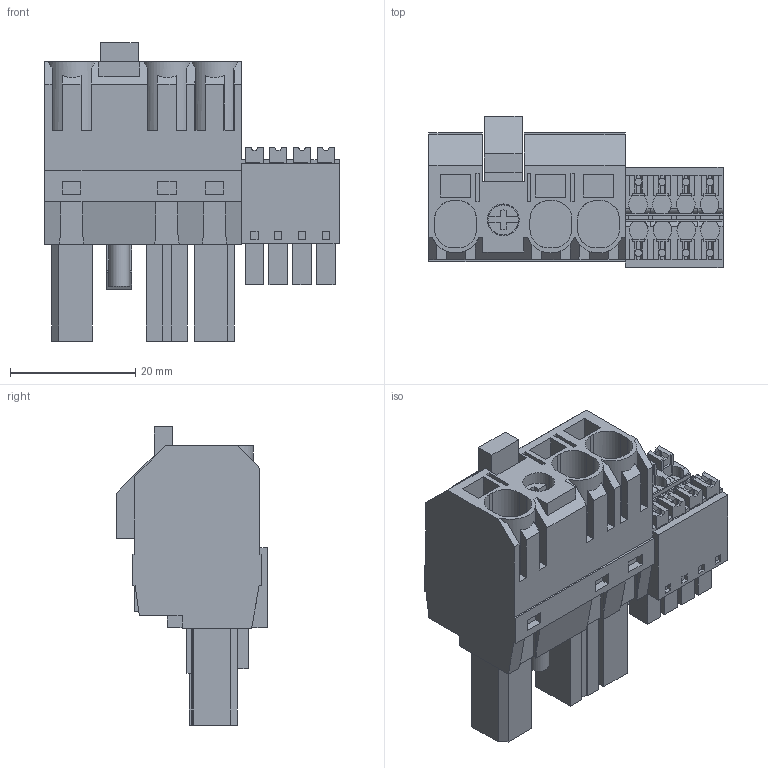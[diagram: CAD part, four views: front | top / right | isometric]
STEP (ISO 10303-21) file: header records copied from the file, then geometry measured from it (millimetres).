
FILE_DESCRIPTION(('CATIA V5 STEP Exchange','CAx-IF Rec.Pracs.--- Model Styling and Organization---1.4--- 2014-01-23'),'2;1');
FILE_NAME ('D1449522_1_1157470000_1157470000.stp','2023-09-07T12:50:46+00:00',('none'),('Weidmueller'),'CATIA Version 5-6 Release 2016 SP3 HF44','CATIA V5 STEP AP214','none');
FILE_SCHEMA(('AUTOMOTIVE_DESIGN { 1 0 10303 214 1 1 1 1 }'));
Length unit declared in the file: millimetre
Products named in the file (1): 1157470000
Bounding box: 47.03 x 24.13 x 47.7 mm (x, y, z)
Volume: 20941.2 mm3; surface area: 12106.5 mm2
Topology: 11 solids, 11 shells, 810 faces, 2228 edges, 1479 vertices
Faces by surface type: plane 715, cylinder 95
Entity records: 24179 total; most frequent: CARTESIAN_POINT 4777, ORIENTED_EDGE 4456, DIRECTION 3191, EDGE_CURVE 2228, VECTOR 1938, LINE 1938, VERTEX_POINT 1479, EDGE_LOOP 867
